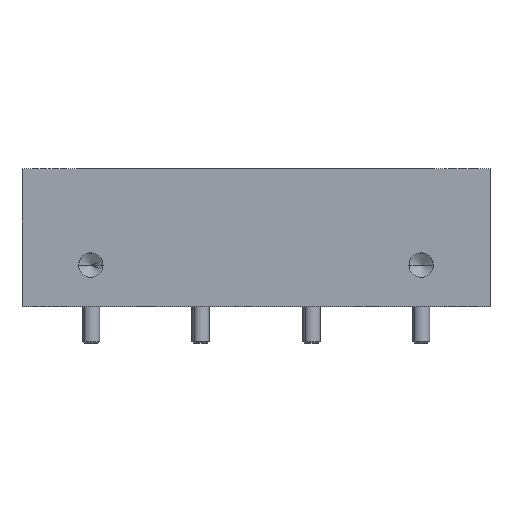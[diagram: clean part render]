
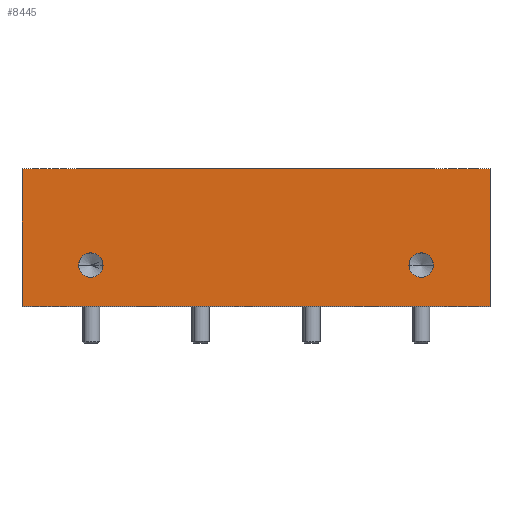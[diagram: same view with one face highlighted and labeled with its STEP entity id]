
A CAD part, top view. The second image highlights one B-rep face of the part: STEP entity #8445.
In plain terms, the highlighted planar face has unit normal (0, 0, 1).
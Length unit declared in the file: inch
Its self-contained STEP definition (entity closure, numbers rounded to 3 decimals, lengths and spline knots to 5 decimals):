
#192 = DIRECTION ( 'NONE',  ( -1., 0., 0. ) ) ;
#678 = EDGE_LOOP ( 'NONE', ( #3583, #11084, #4004, #15976 ) ) ;
#845 = EDGE_CURVE ( 'NONE', #11050, #8769, #18779, .T. ) ;
#1006 = LINE ( 'NONE', #13912, #4562 ) ;
#1643 = DIRECTION ( 'NONE',  ( 0., -1., 0. ) ) ;
#1833 = AXIS2_PLACEMENT_3D ( 'NONE', #8016, #12310, #18740 ) ;
#1842 = CIRCLE ( 'NONE', #16730, 0.0445 ) ;
#2183 = CARTESIAN_POINT ( 'NONE',  ( -0.5555, 0.15, 0.55 ) ) ;
#2418 = VECTOR ( 'NONE', #15763, 39.37008 ) ;
#2711 = CARTESIAN_POINT ( 'NONE',  ( -0.6, 0.15, 0.55 ) ) ;
#3029 = CIRCLE ( 'NONE', #16358, 0.0445 ) ;
#3042 = VECTOR ( 'NONE', #3873, 39.37008 ) ;
#3486 = CARTESIAN_POINT ( 'NONE',  ( 0.85, 0.5, 0.55 ) ) ;
#3583 = ORIENTED_EDGE ( 'NONE', *, *, #13760, .T. ) ;
#3873 = DIRECTION ( 'NONE',  ( 0., -1., 0. ) ) ;
#4004 = ORIENTED_EDGE ( 'NONE', *, *, #6159, .F. ) ;
#4387 = VERTEX_POINT ( 'NONE', #2183 ) ;
#4480 = LINE ( 'NONE', #11593, #3042 ) ;
#4562 = VECTOR ( 'NONE', #1643, 39.37008 ) ;
#5680 = FACE_OUTER_BOUND ( 'NONE', #678, .T. ) ;
#6151 = DIRECTION ( 'NONE',  ( 0., 0., -1. ) ) ;
#6159 = EDGE_CURVE ( 'NONE', #15853, #17922, #11443, .T. ) ;
#6262 = ORIENTED_EDGE ( 'NONE', *, *, #19508, .F. ) ;
#7050 = EDGE_CURVE ( 'NONE', #8769, #11050, #17372, .T. ) ;
#7060 = CARTESIAN_POINT ( 'NONE',  ( 0.6, 0.15, 0.55 ) ) ;
#7716 = CARTESIAN_POINT ( 'NONE',  ( 0.5555, 0.15, 0.55 ) ) ;
#8016 = CARTESIAN_POINT ( 'NONE',  ( 0.6, 0.15, 0.55 ) ) ;
#8364 = CARTESIAN_POINT ( 'NONE',  ( 0.85, 0.5, 0.55 ) ) ;
#8445 = ADVANCED_FACE ( 'NONE', ( #14469, #15169, #5680 ), #16971, .F. ) ;
#8582 = DIRECTION ( 'NONE',  ( 0., 0., 1. ) ) ;
#8682 = LINE ( 'NONE', #9504, #19166 ) ;
#8713 = EDGE_CURVE ( 'NONE', #17922, #17878, #4480, .T. ) ;
#8769 = VERTEX_POINT ( 'NONE', #10019 ) ;
#8828 = EDGE_LOOP ( 'NONE', ( #6262, #9231 ) ) ;
#8829 = CARTESIAN_POINT ( 'NONE',  ( -0.85, 0.5, 0.55 ) ) ;
#9231 = ORIENTED_EDGE ( 'NONE', *, *, #19337, .F. ) ;
#9344 = DIRECTION ( 'NONE',  ( 0., 0., 1. ) ) ;
#9504 = CARTESIAN_POINT ( 'NONE',  ( 0.85, 0., 0.55 ) ) ;
#9564 = AXIS2_PLACEMENT_3D ( 'NONE', #12180, #6151, #192 ) ;
#10019 = CARTESIAN_POINT ( 'NONE',  ( 0.6445, 0.15, 0.55 ) ) ;
#10069 = VERTEX_POINT ( 'NONE', #17398 ) ;
#10478 = DIRECTION ( 'NONE',  ( 0., 0., 1. ) ) ;
#10789 = CARTESIAN_POINT ( 'NONE',  ( -0.85, 0., 0.55 ) ) ;
#10868 = DIRECTION ( 'NONE',  ( 1., 0., 0. ) ) ;
#11015 = DIRECTION ( 'NONE',  ( 1., 0., 0. ) ) ;
#11050 = VERTEX_POINT ( 'NONE', #7716 ) ;
#11084 = ORIENTED_EDGE ( 'NONE', *, *, #8713, .F. ) ;
#11443 = LINE ( 'NONE', #3486, #2418 ) ;
#11470 = EDGE_LOOP ( 'NONE', ( #15293, #12970 ) ) ;
#11593 = CARTESIAN_POINT ( 'NONE',  ( 0.85, 0.5, 0.55 ) ) ;
#12057 = DIRECTION ( 'NONE',  ( 1., 0., 0. ) ) ;
#12180 = CARTESIAN_POINT ( 'NONE',  ( 0.85, 0.5, 0.55 ) ) ;
#12310 = DIRECTION ( 'NONE',  ( 0., 0., 1. ) ) ;
#12970 = ORIENTED_EDGE ( 'NONE', *, *, #845, .F. ) ;
#13760 = EDGE_CURVE ( 'NONE', #15262, #17878, #8682, .T. ) ;
#13912 = CARTESIAN_POINT ( 'NONE',  ( -0.85, 0.5, 0.55 ) ) ;
#14229 = AXIS2_PLACEMENT_3D ( 'NONE', #7060, #8582, #17601 ) ;
#14469 = FACE_BOUND ( 'NONE', #8828, .T. ) ;
#15169 = FACE_BOUND ( 'NONE', #11470, .T. ) ;
#15262 = VERTEX_POINT ( 'NONE', #10789 ) ;
#15293 = ORIENTED_EDGE ( 'NONE', *, *, #7050, .F. ) ;
#15369 = CARTESIAN_POINT ( 'NONE',  ( -0.6, 0.15, 0.55 ) ) ;
#15763 = DIRECTION ( 'NONE',  ( 1., 0., 0. ) ) ;
#15853 = VERTEX_POINT ( 'NONE', #8829 ) ;
#15943 = EDGE_CURVE ( 'NONE', #15853, #15262, #1006, .T. ) ;
#15976 = ORIENTED_EDGE ( 'NONE', *, *, #15943, .T. ) ;
#16358 = AXIS2_PLACEMENT_3D ( 'NONE', #2711, #10478, #12057 ) ;
#16730 = AXIS2_PLACEMENT_3D ( 'NONE', #15369, #9344, #10868 ) ;
#16971 = PLANE ( 'NONE',  #9564 ) ;
#17064 = CARTESIAN_POINT ( 'NONE',  ( 0.85, 0., 0.55 ) ) ;
#17372 = CIRCLE ( 'NONE', #14229, 0.0445 ) ;
#17398 = CARTESIAN_POINT ( 'NONE',  ( -0.6445, 0.15, 0.55 ) ) ;
#17601 = DIRECTION ( 'NONE',  ( 1., 0., 0. ) ) ;
#17878 = VERTEX_POINT ( 'NONE', #17064 ) ;
#17922 = VERTEX_POINT ( 'NONE', #8364 ) ;
#18740 = DIRECTION ( 'NONE',  ( 1., 0., 0. ) ) ;
#18779 = CIRCLE ( 'NONE', #1833, 0.0445 ) ;
#19166 = VECTOR ( 'NONE', #11015, 39.37008 ) ;
#19337 = EDGE_CURVE ( 'NONE', #10069, #4387, #3029, .T. ) ;
#19508 = EDGE_CURVE ( 'NONE', #4387, #10069, #1842, .T. ) ;
